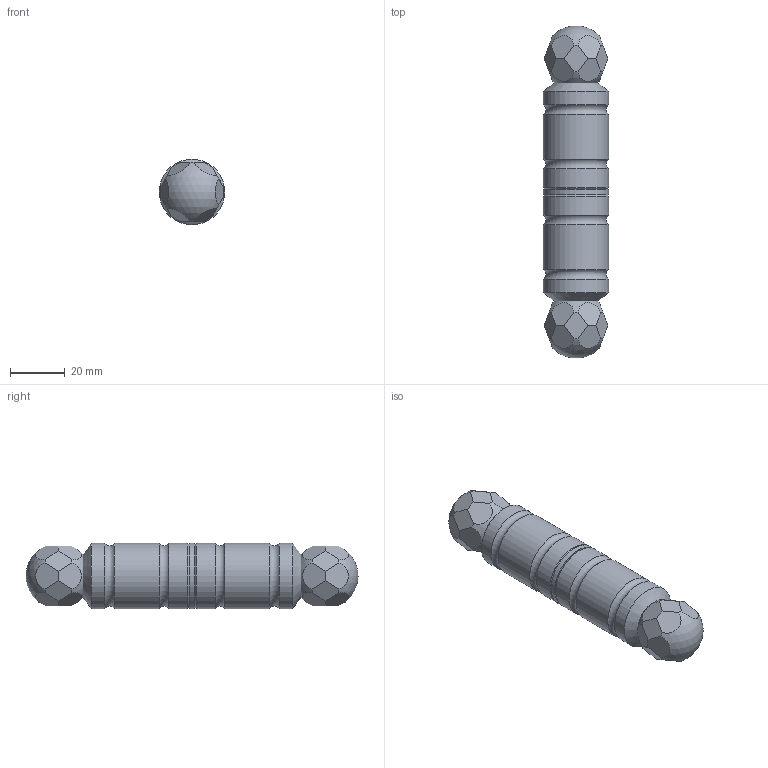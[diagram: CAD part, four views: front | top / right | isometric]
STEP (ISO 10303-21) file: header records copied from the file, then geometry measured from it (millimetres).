
FILE_DESCRIPTION (( 'STEP AP203' ), '1' );
FILE_NAME ('3811.step', '2024-08-16T11:17:03', ( '' ), ( '' ), 'SwSTEP 2.0', 'SolidWorks 2018', '' );
FILE_SCHEMA (( 'CONFIG_CONTROL_DESIGN' ));
Length unit declared in the file: millimetre
Products named in the file (4): 3810 - 3811 - 3812 Teil1-3_3811 Teil2; 3811; 3810 - 3811 - 3812 Teil1-3_3811 Teil3; 3810 - 3811 - 3812 Teil1-3_3811 Teil1
Assembly tree (3 placements, depth 2):
  3811
    3810 - 3811 - 3812 Teil1-3_3811 Teil1
    3810 - 3811 - 3812 Teil1-3_3811 Teil3
    3810 - 3811 - 3812 Teil1-3_3811 Teil2
Bounding box: 24 x 121.85 x 24 mm (x, y, z)
Volume: 46484.5 mm3; surface area: 13722.9 mm2
Topology: 3 solids, 3 shells, 274 faces, 727 edges, 481 vertices
Faces by surface type: plane 133, bspline 99, cylinder 28, cone 6, sphere 4, torus 4
Full cylindrical faces by diameter (mm): 13 x1, 13.5 x1, 14 x1, 24 x7
Entity records: 12243 total; most frequent: CARTESIAN_POINT 5664, ORIENTED_EDGE 1408, DIRECTION 1020, EDGE_CURVE 704, VERTEX_POINT 478, VECTOR 342, LINE 342, AXIS2_PLACEMENT_3D 339
